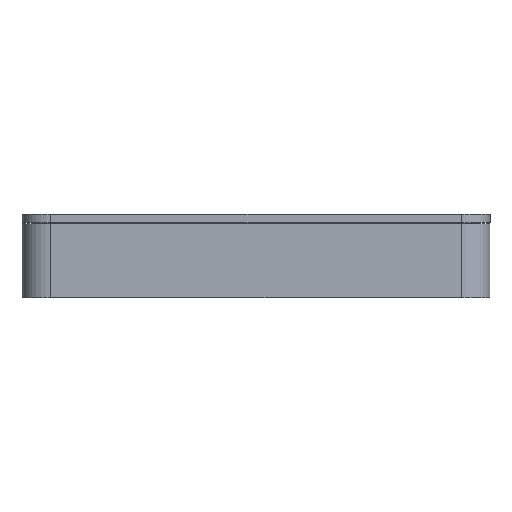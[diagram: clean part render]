
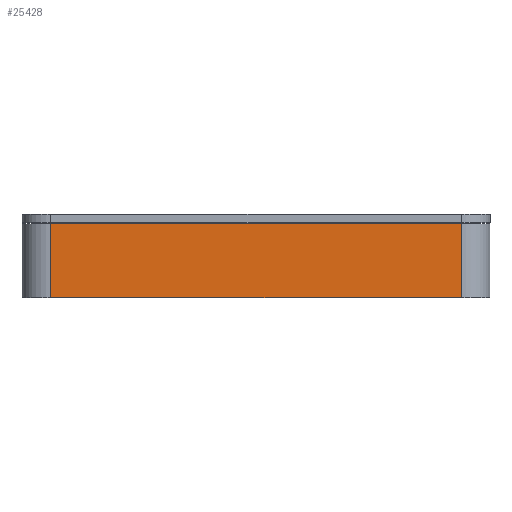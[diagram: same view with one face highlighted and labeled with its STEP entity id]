
A CAD part, front view. The second image highlights one B-rep face of the part: STEP entity #25428.
In plain terms, the highlighted planar face has unit normal (0, -1, 0).
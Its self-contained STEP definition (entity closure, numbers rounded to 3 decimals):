
#2224=FACE_OUTER_BOUND('',#3693,.T.);
#3693=EDGE_LOOP('',(#17365,#17366,#17367,#17368));
#5418=LINE('',#36110,#8160);
#5422=LINE('',#36134,#8164);
#5424=LINE('',#36138,#8166);
#5425=LINE('',#36139,#8167);
#8160=VECTOR('',#29088,10.);
#8164=VECTOR('',#29110,10.);
#8166=VECTOR('',#29114,10.);
#8167=VECTOR('',#29115,10.);
#10888=VERTEX_POINT('',#36106);
#10890=VERTEX_POINT('',#36109);
#10901=VERTEX_POINT('',#36132);
#10902=VERTEX_POINT('',#36137);
#13415=EDGE_CURVE('',#10888,#10890,#5418,.T.);
#13427=EDGE_CURVE('',#10901,#10888,#5422,.T.);
#13429=EDGE_CURVE('',#10902,#10901,#5424,.T.);
#13430=EDGE_CURVE('',#10890,#10902,#5425,.T.);
#17365=ORIENTED_EDGE('',*,*,#13427,.F.);
#17366=ORIENTED_EDGE('',*,*,#13429,.F.);
#17367=ORIENTED_EDGE('',*,*,#13430,.F.);
#17368=ORIENTED_EDGE('',*,*,#13415,.F.);
#24454=PLANE('',#27078);
#25428=ADVANCED_FACE('',(#2224),#24454,.T.);
#27078=AXIS2_PLACEMENT_3D('',#36136,#29112,#29113);
#29088=DIRECTION('',(-1.,0.,0.));
#29110=DIRECTION('',(0.,0.,-1.));
#29112=DIRECTION('center_axis',(0.,-1.,0.));
#29113=DIRECTION('ref_axis',(1.,0.,0.));
#29114=DIRECTION('',(1.,0.,0.));
#29115=DIRECTION('',(0.,0.,1.));
#36106=CARTESIAN_POINT('',(67.413,-9.5,0.));
#36109=CARTESIAN_POINT('',(-4.5,-9.5,0.));
#36110=CARTESIAN_POINT('',(72.413,-9.5,0.));
#36132=CARTESIAN_POINT('',(67.413,-9.5,13.));
#36134=CARTESIAN_POINT('',(67.413,-9.5,0.));
#36136=CARTESIAN_POINT('Origin',(-9.5,-9.5,0.));
#36137=CARTESIAN_POINT('',(-4.5,-9.5,13.));
#36138=CARTESIAN_POINT('',(72.413,-9.5,13.));
#36139=CARTESIAN_POINT('',(-4.5,-9.5,0.));
